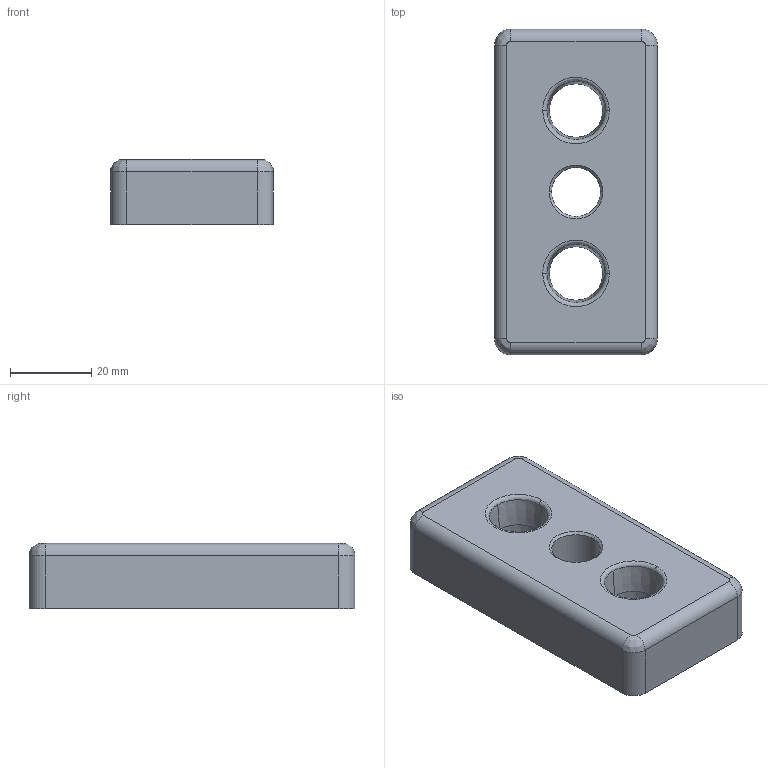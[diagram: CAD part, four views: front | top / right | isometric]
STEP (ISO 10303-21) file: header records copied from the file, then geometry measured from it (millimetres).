
FILE_DESCRIPTION (( 'STEP AP214' ), '1' );
FILE_NAME ('093t40801412r.STEP', '2014-09-05T11:16:25', ( '' ), ( '' ), 'SwSTEP 2.0', 'SolidWorks 2014', '' );
FILE_SCHEMA (( 'AUTOMOTIVE_DESIGN' ));
Length unit declared in the file: millimetre
Products named in the file (1): 093t40801412r
Bounding box: 40 x 80 x 16 mm (x, y, z)
Volume: 33093.2 mm3; surface area: 15276.5 mm2
Topology: 1 solids, 1 shells, 309 faces, 714 edges, 395 vertices
Faces by surface type: bspline 135, cylinder 120, plane 44, cone 10
Entity records: 14418 total; most frequent: CARTESIAN_POINT 4540, ORIENTED_EDGE 1384, DIRECTION 1360, EDGE_CURVE 692, AXIS2_PLACEMENT_3D 567, VERTEX_POINT 395, CIRCLE 392, EDGE_LOOP 325
